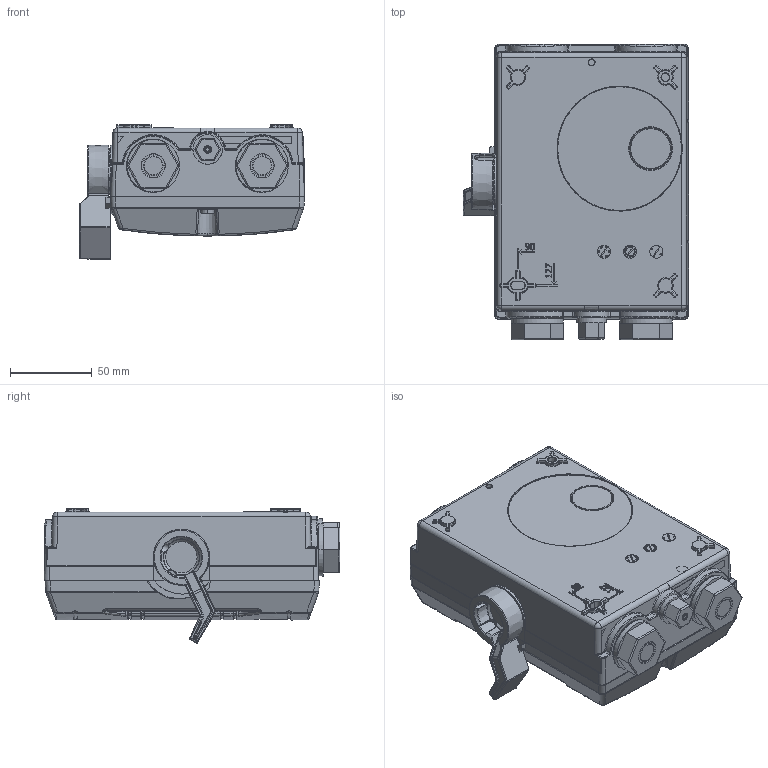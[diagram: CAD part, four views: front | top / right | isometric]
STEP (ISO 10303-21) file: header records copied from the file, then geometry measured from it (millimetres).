
FILE_DESCRIPTION((''),'2;1');
FILE_NAME('BW340YTPN_BLOCK','2021-03-30T12:50:43',('FIJOKON'),(''),'CREO PARAMETRIC BY PTC INC, 2020184','CREO PARAMETRIC BY PTC INC, 2020184','');
FILE_SCHEMA(('AUTOMOTIVE_DESIGN { 1 0 10303 214 1 1 1 1 }'));
Products named in the file (1): BW340YTPN_BLOCK
Bounding box: 137.5 x 180.39 x 82.08 mm (x, y, z)
Volume: 1233465.9 mm3; surface area: 89693.5 mm2
Topology: 1 solids, 2 shells, 2478 faces, 6396 edges, 3937 vertices
Faces by surface type: plane 591, bspline 528, cylinder 514, extrusion 423, torus 202, sphere 117, cone 103
Entity records: 128600 total; most frequent: CARTESIAN_POINT 69595, ORIENTED_EDGE 12638, DIRECTION 9461, EDGE_CURVE 6319, VERTEX_POINT 3937, AXIS2_PLACEMENT_3D 3407, B_SPLINE_CURVE_WITH_KNOTS 2654, VECTOR 2644
